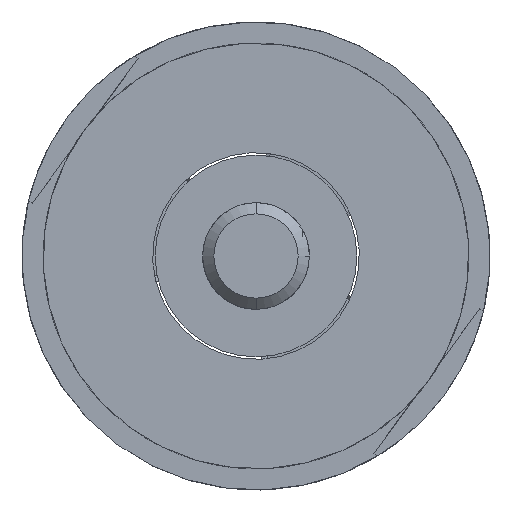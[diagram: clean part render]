
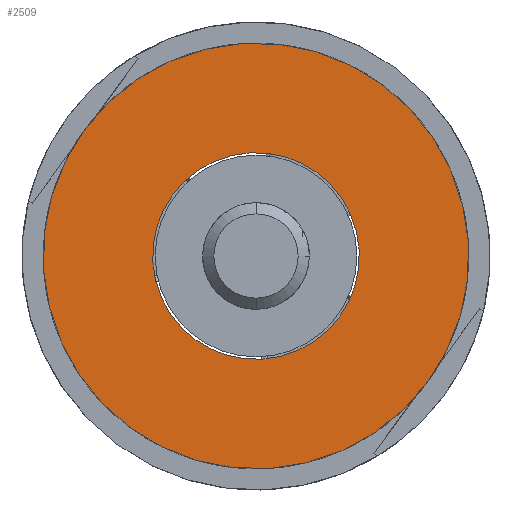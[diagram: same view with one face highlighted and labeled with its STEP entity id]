
A CAD part, front view. The second image highlights one B-rep face of the part: STEP entity #2509.
In plain terms, the highlighted planar face has unit normal (0, -1, 0).
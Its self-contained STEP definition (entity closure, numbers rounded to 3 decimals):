
#427 = AXIS2_PLACEMENT_3D ( 'NONE', #6558, #2904, #6485 ) ;
#507 = EDGE_CURVE ( 'NONE', #1679, #4041, #2222, .T. ) ;
#798 = ORIENTED_EDGE ( 'NONE', *, *, #507, .F. ) ;
#848 = ORIENTED_EDGE ( 'NONE', *, *, #7402, .F. ) ;
#1046 = CIRCLE ( 'NONE', #427, 19. ) ;
#1141 = DIRECTION ( 'NONE',  ( 0., -1., 0. ) ) ;
#1670 = ORIENTED_EDGE ( 'NONE', *, *, #6938, .T. ) ;
#1679 = VERTEX_POINT ( 'NONE', #6915 ) ;
#1681 = AXIS2_PLACEMENT_3D ( 'NONE', #4075, #1141, #5881 ) ;
#1801 = AXIS2_PLACEMENT_3D ( 'NONE', #2837, #3947, #6331 ) ;
#1886 = DIRECTION ( 'NONE',  ( 0.807, 0., -0.59 ) ) ;
#1913 = DIRECTION ( 'NONE',  ( 0., -1., 0. ) ) ;
#2048 = CIRCLE ( 'NONE', #3656, 9.225 ) ;
#2222 = CIRCLE ( 'NONE', #7578, 9.225 ) ;
#2322 = FACE_OUTER_BOUND ( 'NONE', #5513, .T. ) ;
#2509 = ADVANCED_FACE ( 'NONE', ( #3414, #2322 ), #4600, .F. ) ;
#2679 = CARTESIAN_POINT ( 'NONE',  ( -71.177, 3.054, -47.117 ) ) ;
#2837 = CARTESIAN_POINT ( 'NONE',  ( -81.07, 3.054, -28.456 ) ) ;
#2904 = DIRECTION ( 'NONE',  ( 0., -1., 0. ) ) ;
#3414 = FACE_BOUND ( 'NONE', #3983, .T. ) ;
#3562 = ORIENTED_EDGE ( 'NONE', *, *, #7276, .T. ) ;
#3656 = AXIS2_PLACEMENT_3D ( 'NONE', #5449, #1913, #6589 ) ;
#3947 = DIRECTION ( 'NONE',  ( 0., 1., 0. ) ) ;
#3983 = EDGE_LOOP ( 'NONE', ( #798, #848 ) ) ;
#4041 = VERTEX_POINT ( 'NONE', #6913 ) ;
#4075 = CARTESIAN_POINT ( 'NONE',  ( -86.515, 3.054, -35.902 ) ) ;
#4600 = PLANE ( 'NONE',  #1801 ) ;
#5016 = CIRCLE ( 'NONE', #1681, 19. ) ;
#5161 = VERTEX_POINT ( 'NONE', #2679 ) ;
#5378 = DIRECTION ( 'NONE',  ( 0., -1., 0. ) ) ;
#5449 = CARTESIAN_POINT ( 'NONE',  ( -86.515, 3.054, -35.902 ) ) ;
#5513 = EDGE_LOOP ( 'NONE', ( #3562, #1670 ) ) ;
#5881 = DIRECTION ( 'NONE',  ( 0.807, 0., -0.59 ) ) ;
#6092 = VERTEX_POINT ( 'NONE', #6384 ) ;
#6331 = DIRECTION ( 'NONE',  ( -0.807, 0., 0.59 ) ) ;
#6384 = CARTESIAN_POINT ( 'NONE',  ( -101.852, 3.054, -24.688 ) ) ;
#6485 = DIRECTION ( 'NONE',  ( 0.807, 0., -0.59 ) ) ;
#6558 = CARTESIAN_POINT ( 'NONE',  ( -86.515, 3.054, -35.902 ) ) ;
#6589 = DIRECTION ( 'NONE',  ( 0.807, 0., -0.59 ) ) ;
#6913 = CARTESIAN_POINT ( 'NONE',  ( -93.961, 3.054, -30.458 ) ) ;
#6915 = CARTESIAN_POINT ( 'NONE',  ( -79.068, 3.054, -41.347 ) ) ;
#6938 = EDGE_CURVE ( 'NONE', #6092, #5161, #1046, .T. ) ;
#7055 = CARTESIAN_POINT ( 'NONE',  ( -86.515, 3.054, -35.902 ) ) ;
#7276 = EDGE_CURVE ( 'NONE', #5161, #6092, #5016, .T. ) ;
#7402 = EDGE_CURVE ( 'NONE', #4041, #1679, #2048, .T. ) ;
#7578 = AXIS2_PLACEMENT_3D ( 'NONE', #7055, #5378, #1886 ) ;
